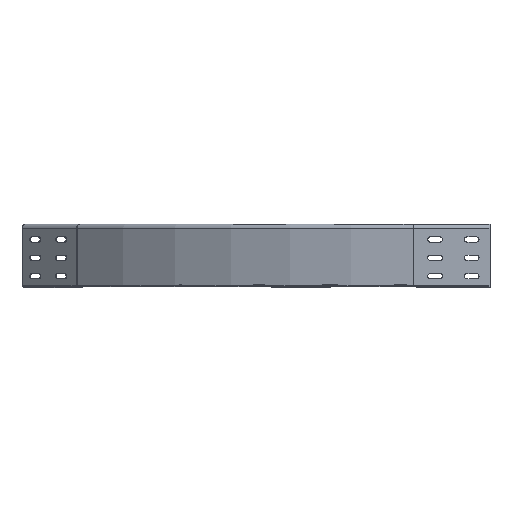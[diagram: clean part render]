
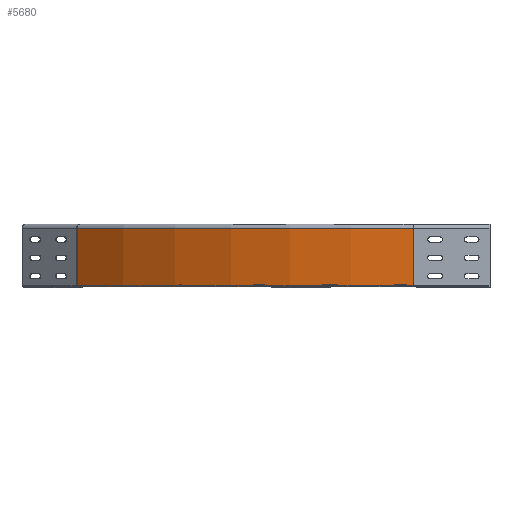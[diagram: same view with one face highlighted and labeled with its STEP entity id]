
A CAD part, left-side view. The second image highlights one B-rep face of the part: STEP entity #5680.
In plain terms, the highlighted cylindrical face has radius 650 mm (diameter 1300 mm), a partial arc.
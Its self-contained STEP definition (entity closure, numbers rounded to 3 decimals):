
#37 = CARTESIAN_POINT ( 'NONE',  ( 15., 0., 105. ) ) ;
#121 = VERTEX_POINT ( 'NONE', #5664 ) ;
#194 = DIRECTION ( 'NONE',  ( 0., 1., 0. ) ) ;
#336 = AXIS2_PLACEMENT_3D ( 'NONE', #4093, #194, #4693 ) ;
#1260 = EDGE_CURVE ( 'NONE', #121, #4260, #5019, .T. ) ;
#1833 = CARTESIAN_POINT ( 'NONE',  ( -175.381, 79.25, 564.619 ) ) ;
#2154 = CARTESIAN_POINT ( 'NONE',  ( -635., 79.25, 105. ) ) ;
#2173 = CARTESIAN_POINT ( 'NONE',  ( 15., 79.25, 105. ) ) ;
#2262 = AXIS2_PLACEMENT_3D ( 'NONE', #2154, #6535, #2780 ) ;
#2311 = CYLINDRICAL_SURFACE ( 'NONE', #6312, 650. ) ;
#2696 = CARTESIAN_POINT ( 'NONE',  ( 15., 2.25, 105. ) ) ;
#2780 = DIRECTION ( 'NONE',  ( 0., 0., -1. ) ) ;
#2937 = ORIENTED_EDGE ( 'NONE', *, *, #3622, .T. ) ;
#3041 = EDGE_CURVE ( 'NONE', #121, #3923, #7533, .T. ) ;
#3289 = LINE ( 'NONE', #2696, #5155 ) ;
#3596 = DIRECTION ( 'NONE',  ( 0., -1., 0. ) ) ;
#3622 = EDGE_CURVE ( 'NONE', #7183, #3923, #5757, .T. ) ;
#3654 = DIRECTION ( 'NONE',  ( 0., 1., 0. ) ) ;
#3923 = VERTEX_POINT ( 'NONE', #1833 ) ;
#4093 = CARTESIAN_POINT ( 'NONE',  ( -635., 0., 105. ) ) ;
#4260 = VERTEX_POINT ( 'NONE', #37 ) ;
#4693 = DIRECTION ( 'NONE',  ( 0., 0., 1. ) ) ;
#4754 = ORIENTED_EDGE ( 'NONE', *, *, #3041, .F. ) ;
#5019 = CIRCLE ( 'NONE', #336, 650. ) ;
#5155 = VECTOR ( 'NONE', #6447, 1000. ) ;
#5201 = EDGE_CURVE ( 'NONE', #4260, #7183, #3289, .T. ) ;
#5664 = CARTESIAN_POINT ( 'NONE',  ( -175.381, 0., 564.619 ) ) ;
#5680 = ADVANCED_FACE ( 'NONE', ( #5828 ), #2311, .T. ) ;
#5683 = VECTOR ( 'NONE', #3654, 1000. ) ;
#5757 = CIRCLE ( 'NONE', #2262, 650. ) ;
#5828 = FACE_OUTER_BOUND ( 'NONE', #5942, .T. ) ;
#5942 = EDGE_LOOP ( 'NONE', ( #6461, #2937, #4754, #6646 ) ) ;
#6312 = AXIS2_PLACEMENT_3D ( 'NONE', #7342, #3596, #6727 ) ;
#6447 = DIRECTION ( 'NONE',  ( 0., 1., 0. ) ) ;
#6461 = ORIENTED_EDGE ( 'NONE', *, *, #5201, .T. ) ;
#6535 = DIRECTION ( 'NONE',  ( 0., -1., 0. ) ) ;
#6646 = ORIENTED_EDGE ( 'NONE', *, *, #1260, .T. ) ;
#6727 = DIRECTION ( 'NONE',  ( 0., 0., -1. ) ) ;
#7183 = VERTEX_POINT ( 'NONE', #2173 ) ;
#7342 = CARTESIAN_POINT ( 'NONE',  ( -635., 0., 105. ) ) ;
#7533 = LINE ( 'NONE', #8012, #5683 ) ;
#8012 = CARTESIAN_POINT ( 'NONE',  ( -175.381, 2.25, 564.619 ) ) ;
